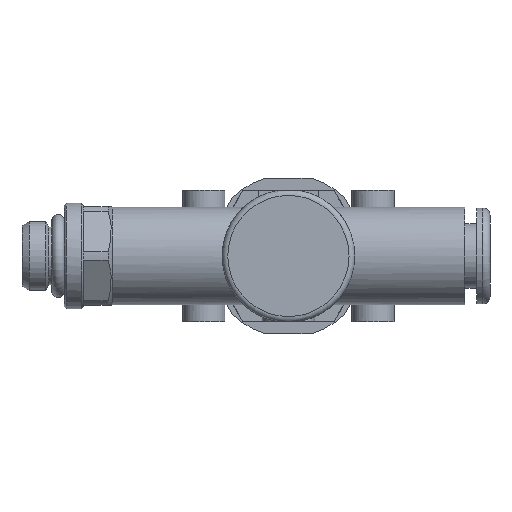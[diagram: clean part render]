
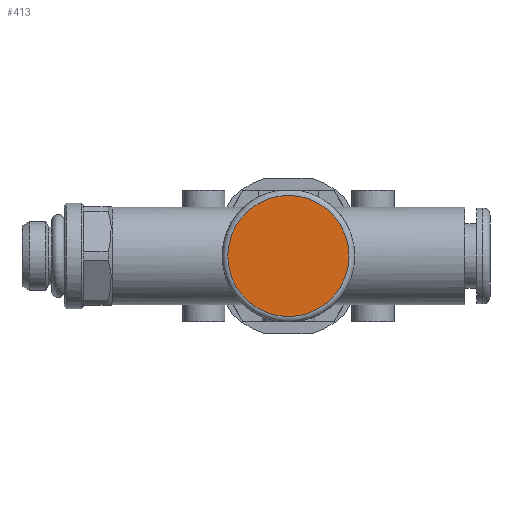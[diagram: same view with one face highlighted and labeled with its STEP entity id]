
A CAD part, front view. The second image highlights one B-rep face of the part: STEP entity #413.
In plain terms, the highlighted planar face has unit normal (0, -1, 0).
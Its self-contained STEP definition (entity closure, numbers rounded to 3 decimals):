
#413 = ADVANCED_FACE( '', ( #962 ), #963, .F. );
#962 = FACE_OUTER_BOUND( '', #1732, .T. );
#963 = PLANE( '', #1733 );
#1732 = EDGE_LOOP( '', ( #2730 ) );
#1733 = AXIS2_PLACEMENT_3D( '', #2731, #2732, #2733 );
#2730 = ORIENTED_EDGE( '', *, *, #4396, .T. );
#2731 = CARTESIAN_POINT( '', ( 8.6, -9.1, 0. ) );
#2732 = DIRECTION( '', ( 0., 1., 0. ) );
#2733 = DIRECTION( '', ( 0., 0., 1. ) );
#4396 = EDGE_CURVE( '', #5258, #5258, #5259, .T. );
#5258 = VERTEX_POINT( '', #6662 );
#5259 = CIRCLE( '', #6663, 8.6 );
#6662 = CARTESIAN_POINT( '', ( 0., -9.1, -8.6 ) );
#6663 = AXIS2_PLACEMENT_3D( '', #8290, #8291, #8292 );
#8290 = CARTESIAN_POINT( '', ( 0., -9.1, 0. ) );
#8291 = DIRECTION( '', ( 0., -1., 0. ) );
#8292 = DIRECTION( '', ( 0., 0., -1. ) );
